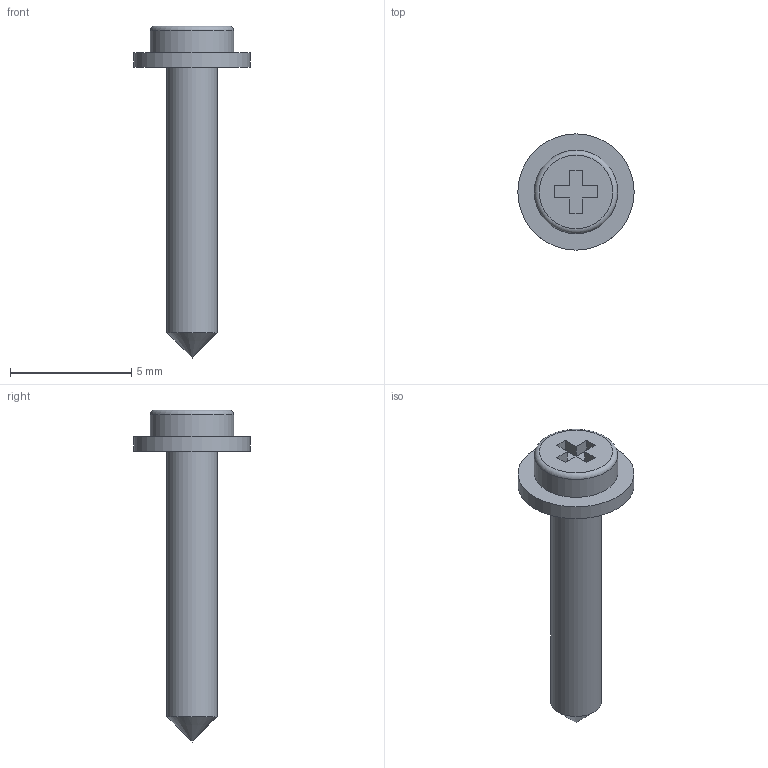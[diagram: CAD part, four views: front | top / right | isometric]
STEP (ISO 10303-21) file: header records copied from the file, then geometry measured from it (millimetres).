
FILE_DESCRIPTION(('FreeCAD Model'),'2;1');
FILE_NAME('Futaba3003-horn-bolt.stp', '2014-08-01T09:25:40',('FreeCAD'),('FreeCAD'), 'Open CASCADE STEP processor 6.7','FreeCAD','Unknown');
FILE_SCHEMA(('AUTOMOTIVE_DESIGN_CC2 { 1 2 10303 214 -1 1 5 4 }'));
Length unit declared in the file: millimetre
Products named in the file (1): Final-bolt
Bounding box: 4.8 x 4.8 x 13.7 mm (x, y, z)
Volume: 59.4 mm3; surface area: 133.4 mm2
Topology: 1 solids, 1 shells, 21 faces, 49 edges, 32 vertices
Faces by surface type: plane 16, cylinder 3, torus 1, cone 1
Full cylindrical faces by diameter (mm): 2.1 x1, 3.44 x1, 4.8 x1
Entity records: 1233 total; most frequent: CARTESIAN_POINT 200, DIRECTION 194, LINE 129, VECTOR 129, ORIENTED_EDGE 96, PCURVE 96, DEFINITIONAL_REPRESENTATION 96, EDGE_CURVE 48
